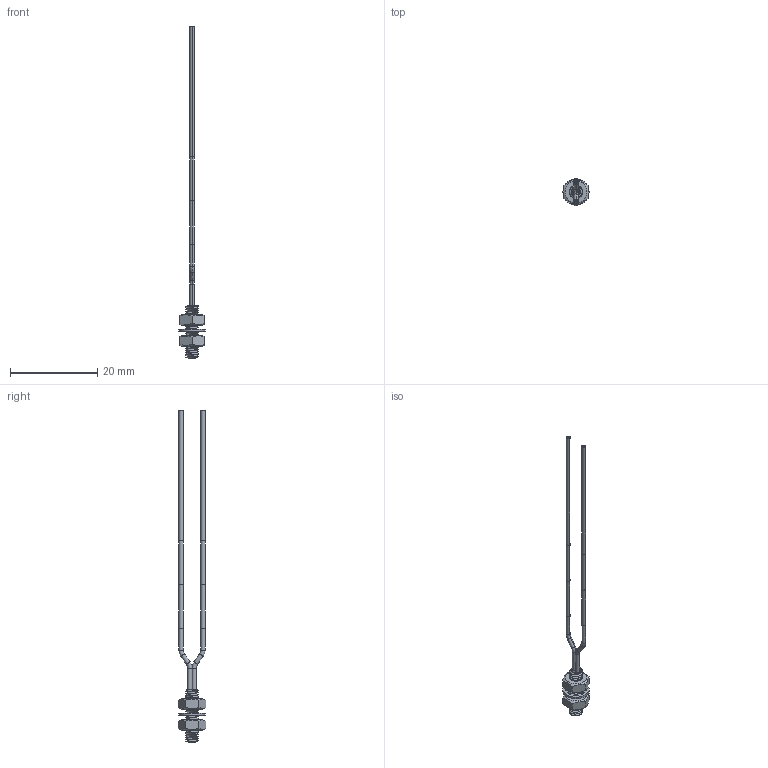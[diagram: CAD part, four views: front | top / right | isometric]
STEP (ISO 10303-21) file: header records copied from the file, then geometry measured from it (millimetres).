
FILE_DESCRIPTION((''),'2;1');
FILE_NAME('192763_ASM','2016-02-09T',('pdmadmin'),(''),'PRO/ENGINEER BY PARAMETRIC TECHNOLOGY CORPORATION, 2013230','PRO/ENGINEER BY PARAMETRIC TECHNOLOGY CORPORATION, 2013230','');
FILE_SCHEMA(('CONFIG_CONTROL_DESIGN'));
Products named in the file (11): 39370; 39185; 30800_CURVED; 10141; 38732; 39254; 39253; FIBER_CORE_020_X_; FIBER_CORE_-25_010; 45071_ASM; 192763_ASM
Assembly tree (15 placements, depth 3):
  192763_ASM
    45071_ASM
      39370
      39185
      30800_CURVED  x2
      10141
      38732
      39254
      39253  x2
      FIBER_CORE_020_X_
      FIBER_CORE_-25_010  x4
Bounding box: 6 x 6.35 x 76.06 mm (x, y, z)
Volume: 241.7 mm3; surface area: 1313.8 mm2
Topology: 14 solids, 21 shells, 286 faces, 709 edges, 452 vertices
Faces by surface type: cylinder 163, plane 69, bspline 28, torus 16, cone 10
Entity records: 13808 total; most frequent: CARTESIAN_POINT 7886, DIRECTION 1192, ORIENTED_EDGE 1178, EDGE_CURVE 609, AXIS2_PLACEMENT_3D 472, VERTEX_POINT 392, EDGE_LOOP 255, VECTOR 248
